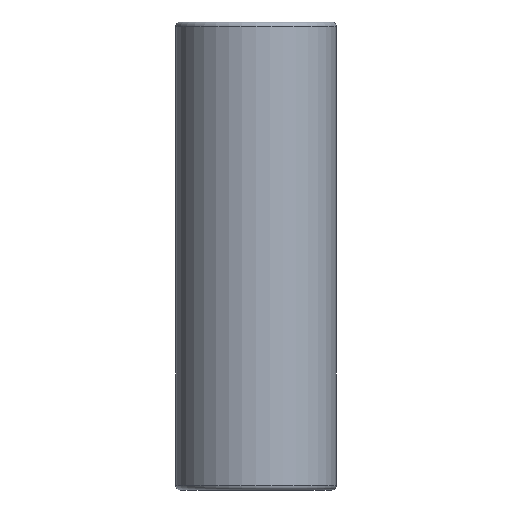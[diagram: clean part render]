
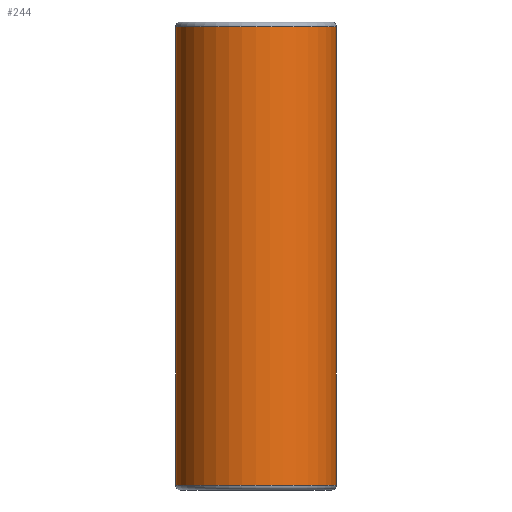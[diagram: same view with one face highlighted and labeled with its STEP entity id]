
A CAD part, front view. The second image highlights one B-rep face of the part: STEP entity #244.
In plain terms, the highlighted cylindrical face has radius 8.75 mm (diameter 17.5 mm), a full revolution.
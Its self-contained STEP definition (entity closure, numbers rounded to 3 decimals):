
#27=ELLIPSE('',#286,9.818,8.75);
#28=ELLIPSE('',#287,22.865,8.75);
#35=LINE('',#423,#44);
#36=LINE('',#424,#45);
#44=VECTOR('',#335,8.75);
#45=VECTOR('',#336,8.75);
#53=CYLINDRICAL_SURFACE('',#284,8.75);
#58=FACE_OUTER_BOUND('',#74,.T.);
#74=EDGE_LOOP('',(#173,#174,#175,#176,#177,#178,#179,#180,#181));
#94=CIRCLE('',#282,8.75);
#95=CIRCLE('',#283,8.75);
#96=CIRCLE('',#285,8.75);
#112=VERTEX_POINT('',#414);
#113=VERTEX_POINT('',#416);
#114=VERTEX_POINT('',#420);
#115=VERTEX_POINT('',#422);
#116=VERTEX_POINT('',#425);
#134=EDGE_CURVE('',#112,#113,#94,.T.);
#135=EDGE_CURVE('',#113,#112,#95,.T.);
#136=EDGE_CURVE('',#114,#114,#96,.T.);
#137=EDGE_CURVE('',#114,#115,#35,.T.);
#138=EDGE_CURVE('',#115,#113,#36,.T.);
#139=EDGE_CURVE('',#116,#115,#27,.T.);
#140=EDGE_CURVE('',#116,#115,#28,.T.);
#173=ORIENTED_EDGE('',*,*,#136,.F.);
#174=ORIENTED_EDGE('',*,*,#137,.T.);
#175=ORIENTED_EDGE('',*,*,#138,.T.);
#176=ORIENTED_EDGE('',*,*,#134,.F.);
#177=ORIENTED_EDGE('',*,*,#135,.F.);
#178=ORIENTED_EDGE('',*,*,#138,.F.);
#179=ORIENTED_EDGE('',*,*,#139,.F.);
#180=ORIENTED_EDGE('',*,*,#140,.T.);
#181=ORIENTED_EDGE('',*,*,#137,.F.);
#244=ADVANCED_FACE('',(#58),#53,.T.);
#282=AXIS2_PLACEMENT_3D('',#417,#327,#328);
#283=AXIS2_PLACEMENT_3D('',#418,#329,#330);
#284=AXIS2_PLACEMENT_3D('',#419,#331,#332);
#285=AXIS2_PLACEMENT_3D('',#421,#333,#334);
#286=AXIS2_PLACEMENT_3D('',#426,#337,#338);
#287=AXIS2_PLACEMENT_3D('',#427,#339,#340);
#327=DIRECTION('center_axis',(0.,0.,-1.));
#328=DIRECTION('ref_axis',(-1.,0.,0.));
#329=DIRECTION('center_axis',(0.,0.,-1.));
#330=DIRECTION('ref_axis',(-1.,0.,0.));
#331=DIRECTION('center_axis',(0.,0.,1.));
#332=DIRECTION('ref_axis',(1.,0.,0.));
#333=DIRECTION('center_axis',(0.,0.,1.));
#334=DIRECTION('ref_axis',(-1.,0.,0.));
#335=DIRECTION('',(0.,0.,-1.));
#336=DIRECTION('',(0.,0.,-1.));
#337=DIRECTION('center_axis',(0.,0.454,0.891));
#338=DIRECTION('ref_axis',(0.,0.891,-0.454));
#339=DIRECTION('center_axis',(0.,-0.924,0.383));
#340=DIRECTION('ref_axis',(0.,0.383,0.924));
#414=CARTESIAN_POINT('',(8.75,0.,-17.5));
#416=CARTESIAN_POINT('',(-8.75,0.,-17.5));
#417=CARTESIAN_POINT('Origin',(0.,0.,-17.5));
#418=CARTESIAN_POINT('Origin',(0.,0.,-17.5));
#419=CARTESIAN_POINT('Origin',(0.,0.,0.));
#420=CARTESIAN_POINT('',(-8.75,0.,32.5));
#421=CARTESIAN_POINT('Origin',(0.,0.,32.5));
#422=CARTESIAN_POINT('',(-8.75,0.,0.));
#423=CARTESIAN_POINT('',(-8.75,0.,0.));
#424=CARTESIAN_POINT('',(-8.75,0.,0.));
#425=CARTESIAN_POINT('',(8.75,0.,0.));
#426=CARTESIAN_POINT('Origin',(0.,0.,0.));
#427=CARTESIAN_POINT('Origin',(0.,0.,0.));
